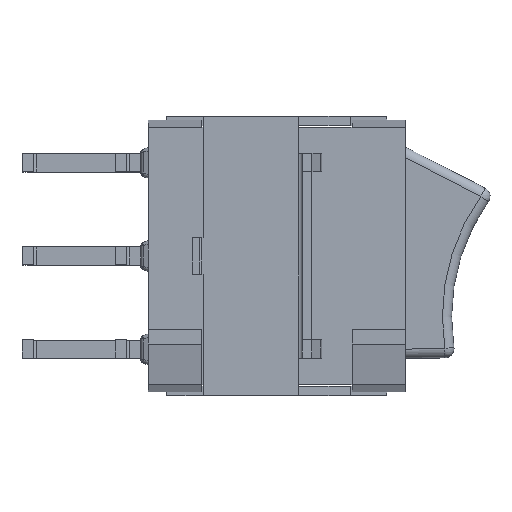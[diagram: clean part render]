
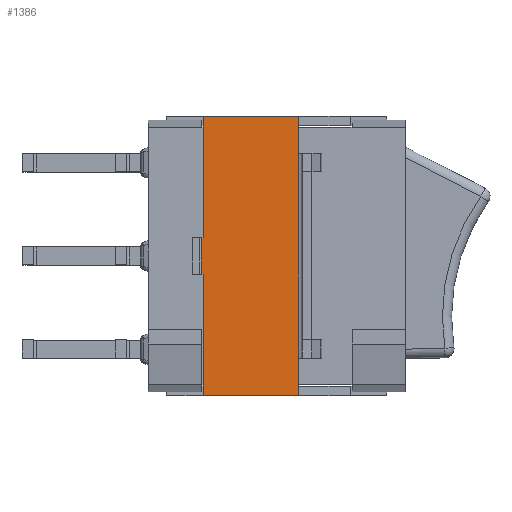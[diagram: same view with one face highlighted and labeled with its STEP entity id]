
A CAD part, top view. The second image highlights one B-rep face of the part: STEP entity #1386.
In plain terms, the highlighted planar face has unit normal (0, 0, 1).
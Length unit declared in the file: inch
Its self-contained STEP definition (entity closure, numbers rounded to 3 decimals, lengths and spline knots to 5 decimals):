
#839=CARTESIAN_POINT('',(0.16142,-0.10984,0.09843));
#840=VERTEX_POINT('',#839);
#1283=CARTESIAN_POINT('',(0.16142,0.10984,0.09843));
#1284=VERTEX_POINT('',#1283);
#1292=CARTESIAN_POINT('',(0.16142,0.10984,0.09843));
#1293=DIRECTION('',(0.0,-1.0,0.0));
#1294=VECTOR('',#1293,0.21969);
#1295=LINE('',#1292,#1294);
#1296=EDGE_CURVE('',#1284,#840,#1295,.T.);
#1308=CARTESIAN_POINT('',(0.16663,-0.16457,0.09843));
#1309=DIRECTION('',(0.0,0.0,1.0));
#1310=DIRECTION('',(1.0,0.0,0.0));
#1311=AXIS2_PLACEMENT_3D('',#1308,#1309,#1310);
#1312=PLANE('',#1311);
#1313=ORIENTED_EDGE('',*,*,#1296,.F.);
#1314=CARTESIAN_POINT('',(0.16142,0.14961,0.09843));
#1315=VERTEX_POINT('',#1314);
#1316=CARTESIAN_POINT('',(0.16142,0.10984,0.09843));
#1317=DIRECTION('',(0.0,1.0,0.0));
#1318=VECTOR('',#1317,0.03976);
#1319=LINE('',#1316,#1318);
#1320=EDGE_CURVE('',#1284,#1315,#1319,.T.);
#1321=ORIENTED_EDGE('',*,*,#1320,.T.);
#1322=CARTESIAN_POINT('',(0.05906,0.14961,0.09843));
#1323=VERTEX_POINT('',#1322);
#1324=CARTESIAN_POINT('',(0.05906,0.14961,0.09843));
#1325=DIRECTION('',(1.0,0.0,0.0));
#1326=VECTOR('',#1325,0.10236);
#1327=LINE('',#1324,#1326);
#1328=EDGE_CURVE('',#1323,#1315,#1327,.T.);
#1329=ORIENTED_EDGE('',*,*,#1328,.F.);
#1330=CARTESIAN_POINT('',(0.05906,0.01969,0.09843));
#1331=VERTEX_POINT('',#1330);
#1332=CARTESIAN_POINT('',(0.05906,0.14961,0.09843));
#1333=DIRECTION('',(0.0,-1.0,0.0));
#1334=VECTOR('',#1333,0.12992);
#1335=LINE('',#1332,#1334);
#1336=EDGE_CURVE('',#1323,#1331,#1335,.T.);
#1337=ORIENTED_EDGE('',*,*,#1336,.T.);
#1338=CARTESIAN_POINT('',(0.05709,0.01969,0.09843));
#1339=VERTEX_POINT('',#1338);
#1340=CARTESIAN_POINT('',(0.05906,0.01969,0.09843));
#1341=DIRECTION('',(-1.0,0.0,0.0));
#1342=VECTOR('',#1341,0.00197);
#1343=LINE('',#1340,#1342);
#1344=EDGE_CURVE('',#1331,#1339,#1343,.T.);
#1345=ORIENTED_EDGE('',*,*,#1344,.T.);
#1346=CARTESIAN_POINT('',(0.05709,-0.01969,0.09843));
#1347=VERTEX_POINT('',#1346);
#1348=CARTESIAN_POINT('',(0.05709,0.01969,0.09843));
#1349=DIRECTION('',(0.0,-1.0,0.0));
#1350=VECTOR('',#1349,0.03937);
#1351=LINE('',#1348,#1350);
#1352=EDGE_CURVE('',#1339,#1347,#1351,.T.);
#1353=ORIENTED_EDGE('',*,*,#1352,.T.);
#1354=CARTESIAN_POINT('',(0.05906,-0.01969,0.09843));
#1355=VERTEX_POINT('',#1354);
#1356=CARTESIAN_POINT('',(0.05709,-0.01969,0.09843));
#1357=DIRECTION('',(1.0,0.0,0.0));
#1358=VECTOR('',#1357,0.00197);
#1359=LINE('',#1356,#1358);
#1360=EDGE_CURVE('',#1347,#1355,#1359,.T.);
#1361=ORIENTED_EDGE('',*,*,#1360,.T.);
#1362=CARTESIAN_POINT('',(0.05906,-0.14961,0.09843));
#1363=VERTEX_POINT('',#1362);
#1364=CARTESIAN_POINT('',(0.05906,-0.01969,0.09843));
#1365=DIRECTION('',(0.0,-1.0,0.0));
#1366=VECTOR('',#1365,0.12992);
#1367=LINE('',#1364,#1366);
#1368=EDGE_CURVE('',#1355,#1363,#1367,.T.);
#1369=ORIENTED_EDGE('',*,*,#1368,.T.);
#1370=CARTESIAN_POINT('',(0.16142,-0.14961,0.09843));
#1371=VERTEX_POINT('',#1370);
#1372=CARTESIAN_POINT('',(0.16142,-0.14961,0.09843));
#1373=DIRECTION('',(-1.0,0.0,0.0));
#1374=VECTOR('',#1373,0.10236);
#1375=LINE('',#1372,#1374);
#1376=EDGE_CURVE('',#1371,#1363,#1375,.T.);
#1377=ORIENTED_EDGE('',*,*,#1376,.F.);
#1378=CARTESIAN_POINT('',(0.16142,-0.14961,0.09843));
#1379=DIRECTION('',(0.0,1.0,0.0));
#1380=VECTOR('',#1379,0.03976);
#1381=LINE('',#1378,#1380);
#1382=EDGE_CURVE('',#1371,#840,#1381,.T.);
#1383=ORIENTED_EDGE('',*,*,#1382,.T.);
#1384=EDGE_LOOP('',(#1313,#1321,#1329,#1337,#1345,#1353,#1361,#1369,#1377,#1383));
#1385=FACE_OUTER_BOUND('',#1384,.T.);
#1386=ADVANCED_FACE('',(#1385),#1312,.T.);
